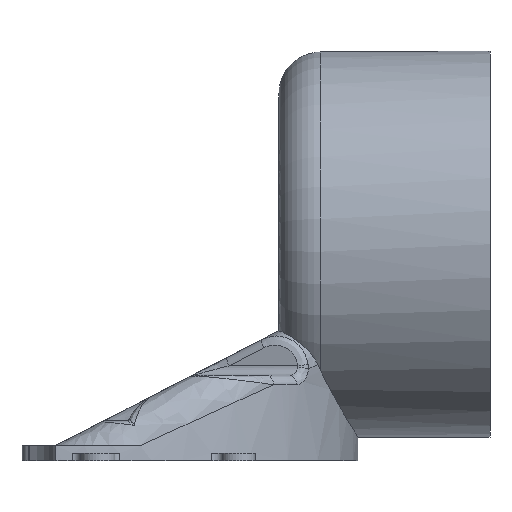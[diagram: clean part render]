
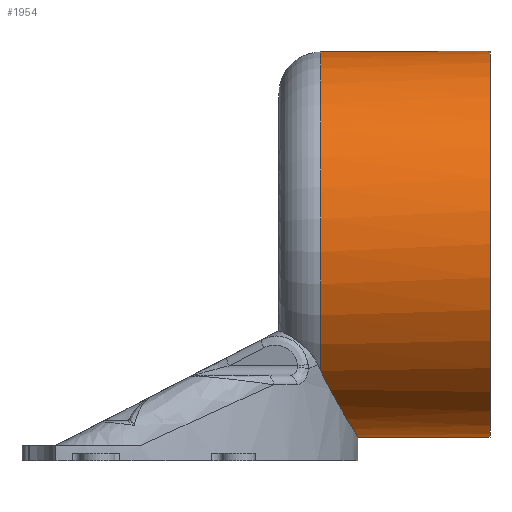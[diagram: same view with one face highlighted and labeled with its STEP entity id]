
A CAD part, left-side view. The second image highlights one B-rep face of the part: STEP entity #1954.
In plain terms, the highlighted cylindrical face has radius 50.8 mm (diameter 101.6 mm), a full revolution.
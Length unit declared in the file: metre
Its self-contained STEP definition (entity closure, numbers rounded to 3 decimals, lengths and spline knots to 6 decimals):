
#135=CIRCLE('',#2168,0.0508);
#136=CIRCLE('',#2170,0.0508);
#238=B_SPLINE_CURVE_WITH_KNOTS('',3,(#3434,#3435,#3436,#3437,#3438,#3439,
#3440,#3441,#3442,#3443,#3444,#3445,#3446,#3447,#3448,#3449,#3450),
 .UNSPECIFIED.,.F.,.F.,(4,1,1,1,1,1,1,1,1,1,1,1,1,1,4),(0.,0.011131,
0.016697,0.022263,0.027828,0.033394,
0.03896,0.044526,0.050091,0.055657,
0.061223,0.066788,0.072354,0.07792,
0.089051),.UNSPECIFIED.);
#319=CYLINDRICAL_SURFACE('',#2169,0.0508);
#584=ORIENTED_EDGE('',*,*,#1101,.T.);
#585=ORIENTED_EDGE('',*,*,#1054,.T.);
#586=ORIENTED_EDGE('',*,*,#1103,.F.);
#1054=EDGE_CURVE('',#1347,#1346,#238,.T.);
#1101=EDGE_CURVE('',#1346,#1347,#135,.T.);
#1103=EDGE_CURVE('',#1368,#1368,#136,.T.);
#1346=VERTEX_POINT('',#3433);
#1347=VERTEX_POINT('',#3451);
#1368=VERTEX_POINT('',#3668);
#1646=EDGE_LOOP('',(#584,#585));
#1647=EDGE_LOOP('',(#586));
#1793=FACE_BOUND('',#1646,.T.);
#1794=FACE_BOUND('',#1647,.T.);
#1954=ADVANCED_FACE('',(#1793,#1794),#319,.T.);
#2168=AXIS2_PLACEMENT_3D('',#3654,#2579,#2580);
#2169=AXIS2_PLACEMENT_3D('',#3666,#2581,#2582);
#2170=AXIS2_PLACEMENT_3D('',#3667,#2583,#2584);
#2579=DIRECTION('',(0.,-1.,0.));
#2580=DIRECTION('',(0.,0.,-1.));
#2581=DIRECTION('',(0.,-1.,0.));
#2582=DIRECTION('',(0.,0.,-1.));
#2583=DIRECTION('',(0.,-1.,0.));
#2584=DIRECTION('',(0.,0.,-1.));
#3433=CARTESIAN_POINT('',(0.038325,-0.0697,0.023656));
#3434=CARTESIAN_POINT('',(-0.038325,-0.0697,0.023656));
#3435=CARTESIAN_POINT('',(-0.036005,-0.070976,0.020989));
#3436=CARTESIAN_POINT('',(-0.03217,-0.072859,0.01741));
#3437=CARTESIAN_POINT('',(-0.026289,-0.075125,0.013419));
#3438=CARTESIAN_POINT('',(-0.02149,-0.076641,0.010863));
#3439=CARTESIAN_POINT('',(-0.016477,-0.077875,0.008845));
#3440=CARTESIAN_POINT('',(-0.011207,-0.078812,0.007347));
#3441=CARTESIAN_POINT('',(-0.005643,-0.079407,0.00641));
#3442=CARTESIAN_POINT('',(-0.000097,-0.079606,0.0061));
#3443=CARTESIAN_POINT('',(0.005472,-0.07942,0.006391));
#3444=CARTESIAN_POINT('',(0.011037,-0.078836,0.00731));
#3445=CARTESIAN_POINT('',(0.016322,-0.077909,0.00879));
#3446=CARTESIAN_POINT('',(0.021431,-0.076658,0.010833));
#3447=CARTESIAN_POINT('',(0.026211,-0.075151,0.013375));
#3448=CARTESIAN_POINT('',(0.032094,-0.072895,0.017344));
#3449=CARTESIAN_POINT('',(0.036002,-0.070977,0.020986));
#3450=CARTESIAN_POINT('',(0.038325,-0.0697,0.023656));
#3451=CARTESIAN_POINT('',(-0.038325,-0.0697,0.023656));
#3654=CARTESIAN_POINT('',(0.,-0.0697,0.057));
#3666=CARTESIAN_POINT('',(0.,-0.0587,0.057));
#3667=CARTESIAN_POINT('',(0.,-0.1143,0.057));
#3668=CARTESIAN_POINT('',(0.,-0.1143,0.0062));
